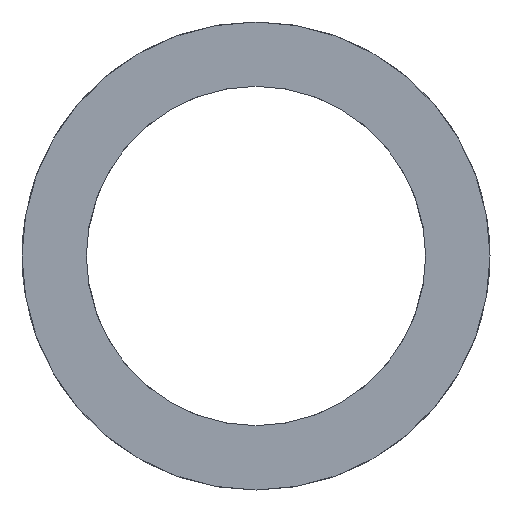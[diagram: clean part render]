
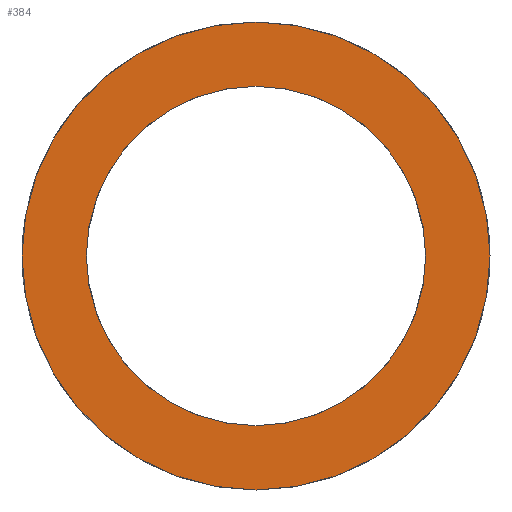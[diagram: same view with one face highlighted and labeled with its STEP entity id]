
A CAD part, front view. The second image highlights one B-rep face of the part: STEP entity #384.
In plain terms, the highlighted planar face has unit normal (0, -1, 0).
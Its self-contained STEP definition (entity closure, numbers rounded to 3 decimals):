
#1 = CARTESIAN_POINT ( 'NONE',  ( 0., -4.464, 0. ) ) ;
#9 = CIRCLE ( 'NONE', #319, 10. ) ;
#51 = DIRECTION ( 'NONE',  ( 0., 1., 0. ) ) ;
#52 = DIRECTION ( 'NONE',  ( 0., 0., 1. ) ) ;
#55 = CIRCLE ( 'NONE', #307, 7.25 ) ;
#71 = CARTESIAN_POINT ( 'NONE',  ( 0., -4.464, 0. ) ) ;
#80 = DIRECTION ( 'NONE',  ( 0., 0., 1. ) ) ;
#89 = EDGE_CURVE ( 'NONE', #156, #125, #55, .T. ) ;
#125 = VERTEX_POINT ( 'NONE', #186 ) ;
#142 = ORIENTED_EDGE ( 'NONE', *, *, #272, .F. ) ;
#146 = VERTEX_POINT ( 'NONE', #505 ) ;
#156 = VERTEX_POINT ( 'NONE', #545 ) ;
#158 = CARTESIAN_POINT ( 'NONE',  ( 7.25, -4.464, 0. ) ) ;
#186 = CARTESIAN_POINT ( 'NONE',  ( 0., -4.464, -7.25 ) ) ;
#213 = ORIENTED_EDGE ( 'NONE', *, *, #468, .T. ) ;
#214 = DIRECTION ( 'NONE',  ( 0., 1., 0. ) ) ;
#272 = EDGE_CURVE ( 'NONE', #574, #146, #9, .T. ) ;
#304 = DIRECTION ( 'NONE',  ( 0., 0., 1. ) ) ;
#307 = AXIS2_PLACEMENT_3D ( 'NONE', #1, #328, #52 ) ;
#318 = EDGE_LOOP ( 'NONE', ( #142, #548 ) ) ;
#319 = AXIS2_PLACEMENT_3D ( 'NONE', #474, #560, #563 ) ;
#327 = CARTESIAN_POINT ( 'NONE',  ( 0., -4.464, 0. ) ) ;
#328 = DIRECTION ( 'NONE',  ( 0., 1., 0. ) ) ;
#340 = DIRECTION ( 'NONE',  ( 0., 0., 1. ) ) ;
#345 = FACE_BOUND ( 'NONE', #355, .T. ) ;
#348 = PLANE ( 'NONE',  #406 ) ;
#355 = EDGE_LOOP ( 'NONE', ( #479, #213 ) ) ;
#376 = AXIS2_PLACEMENT_3D ( 'NONE', #327, #51, #80 ) ;
#384 = ADVANCED_FACE ( 'NONE', ( #564, #345 ), #348, .F. ) ;
#392 = CIRCLE ( 'NONE', #536, 10. ) ;
#406 = AXIS2_PLACEMENT_3D ( 'NONE', #158, #567, #340 ) ;
#434 = CARTESIAN_POINT ( 'NONE',  ( 0., -4.464, 10. ) ) ;
#468 = EDGE_CURVE ( 'NONE', #125, #156, #550, .T. ) ;
#474 = CARTESIAN_POINT ( 'NONE',  ( 0., -4.464, 0. ) ) ;
#479 = ORIENTED_EDGE ( 'NONE', *, *, #89, .T. ) ;
#505 = CARTESIAN_POINT ( 'NONE',  ( 0., -4.464, -10. ) ) ;
#536 = AXIS2_PLACEMENT_3D ( 'NONE', #71, #214, #304 ) ;
#545 = CARTESIAN_POINT ( 'NONE',  ( 0., -4.464, 7.25 ) ) ;
#548 = ORIENTED_EDGE ( 'NONE', *, *, #573, .F. ) ;
#550 = CIRCLE ( 'NONE', #376, 7.25 ) ;
#560 = DIRECTION ( 'NONE',  ( 0., 1., 0. ) ) ;
#563 = DIRECTION ( 'NONE',  ( 0., 0., 1. ) ) ;
#564 = FACE_OUTER_BOUND ( 'NONE', #318, .T. ) ;
#567 = DIRECTION ( 'NONE',  ( 0., 1., 0. ) ) ;
#573 = EDGE_CURVE ( 'NONE', #146, #574, #392, .T. ) ;
#574 = VERTEX_POINT ( 'NONE', #434 ) ;
